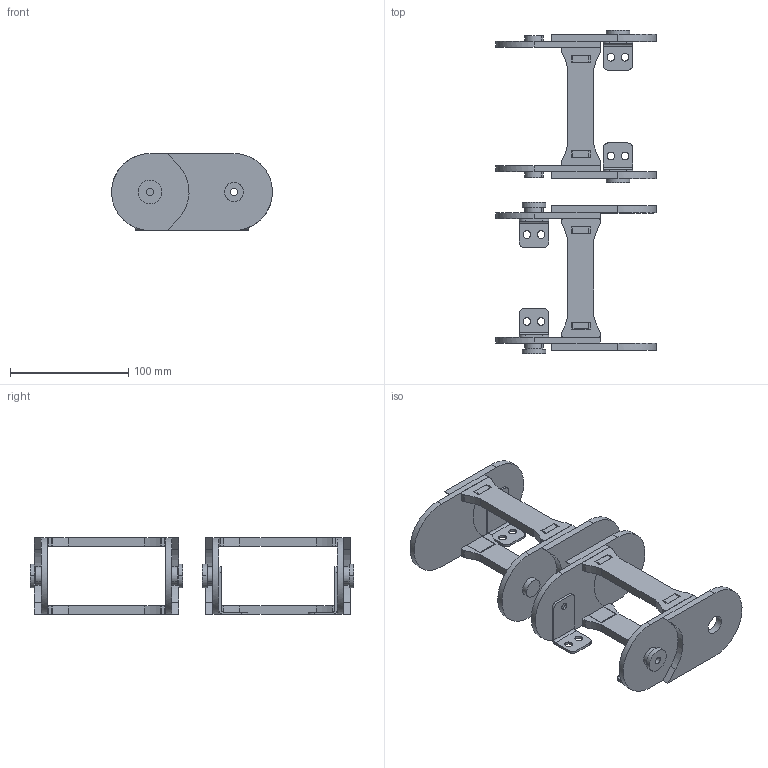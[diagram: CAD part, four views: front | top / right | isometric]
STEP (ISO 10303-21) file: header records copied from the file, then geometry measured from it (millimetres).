
FILE_DESCRIPTION(/* description */ (''),/* implementation_level */ '2;1');
FILE_NAME(/* name */ 'POCC57~1',/* time_stamp */ '2023-07-12T15:52:24-03:00',/* author */ (''),/* organization */ (''),/* preprocessor_version */ 'ST-DEVELOPER v15',/* originating_system */ '',/* authorisation */ '');
FILE_SCHEMA (('AUTOMOTIVE_DESIGN'));
Length unit declared in the file: millimetre
Products named in the file (1): Document
Bounding box: 135.94 x 273.3 x 65 mm (x, y, z)
Volume: 282361.1 mm3; surface area: 118430.5 mm2
Topology: 8 solids, 8 shells, 404 faces, 1056 edges, 696 vertices
Faces by surface type: plane 258, bspline 146
Entity records: 12109 total; most frequent: CARTESIAN_POINT 5430, ORIENTED_EDGE 2112, EDGE_CURVE 1056, VERTEX_POINT 696, B_SPLINE_CURVE_WITH_KNOTS 582, EDGE_LOOP 472, ADVANCED_FACE 404, FACE_OUTER_BOUND 404
